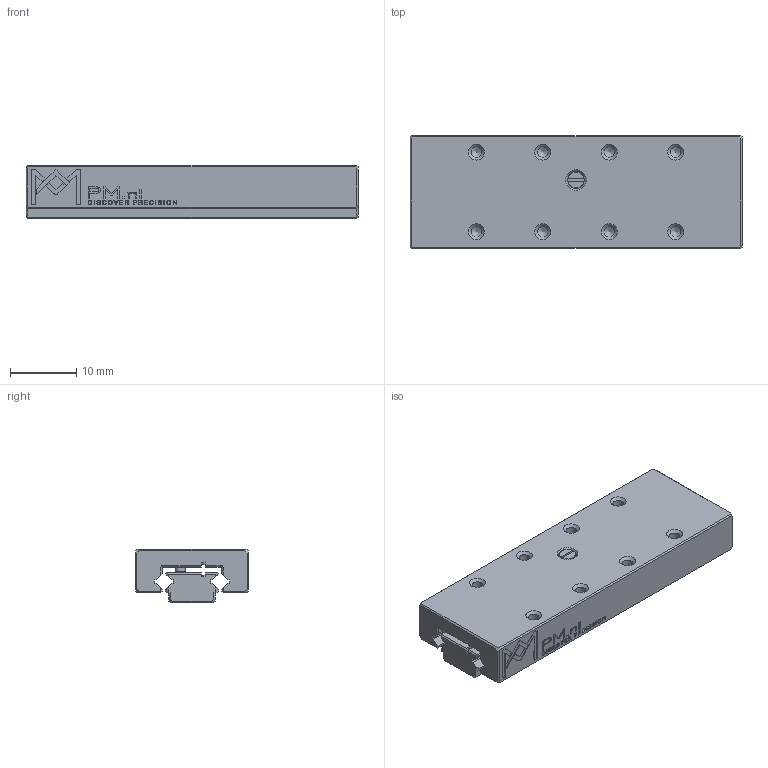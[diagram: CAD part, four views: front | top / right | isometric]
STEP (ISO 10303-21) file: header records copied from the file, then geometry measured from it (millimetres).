
FILE_DESCRIPTION(/* description */ (''),/* implementation_level */ '2;1');
FILE_NAME(/* name */ 'MSR 7-50.stp',/* time_stamp */ '2024-09-23T14:31:37+02:00',/* author */ (''),/* organization */ (''),/* preprocessor_version */ 'ST-DEVELOPER v16.7',/* originating_system */ 'SIEMENS PLM Software NX 12.0',/* authorisation */ '');
FILE_SCHEMA (('AUTOMOTIVE_DESIGN { 1 0 10303 214 3 1 1 1 }'));
Length unit declared in the file: millimetre
Products named in the file (1): 046068_A_14-Slide MSR 7-50 Assy_stp
Bounding box: 50 x 17 x 8 mm (x, y, z)
Volume: 5000.3 mm3; surface area: 4824.4 mm2
Topology: 3 solids, 3 shells, 1383 faces, 3887 edges, 2580 vertices
Faces by surface type: plane 1146, bspline 180, cone 36, cylinder 21
Full cylindrical faces by diameter (mm): 1.5 x2, 1.6 x9, 2 x1, 2.5 x4, 2.7 x1, 4.5 x2
Entity records: 48550 total; most frequent: CARTESIAN_POINT 10295, ORIENTED_EDGE 7644, DIRECTION 5956, EDGE_CURVE 3822, LINE 3352, VECTOR 3352, VERTEX_POINT 2569, EDGE_LOOP 1504
